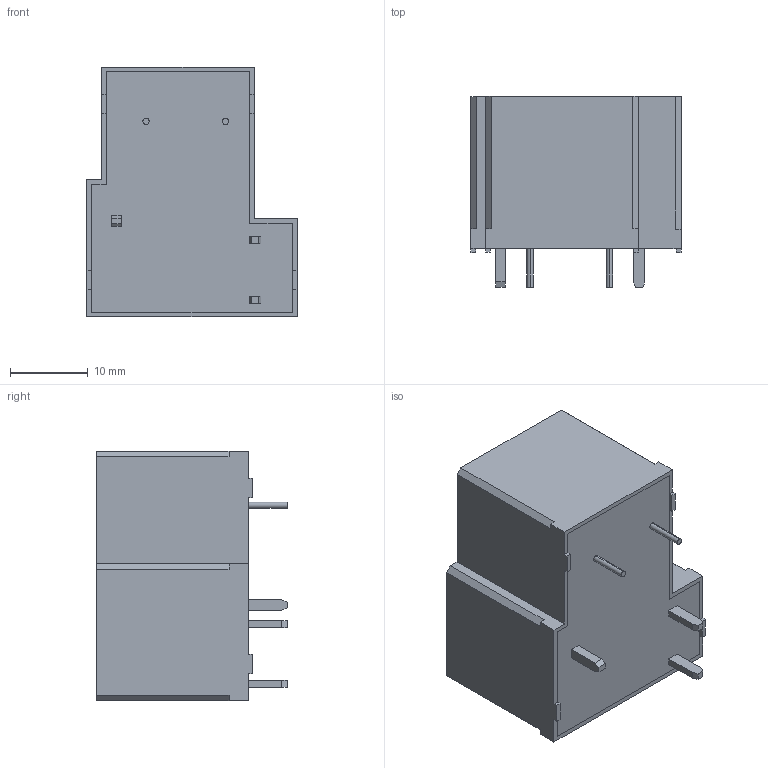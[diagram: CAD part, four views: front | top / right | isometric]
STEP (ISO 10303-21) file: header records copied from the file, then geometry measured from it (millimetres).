
FILE_DESCRIPTION (( 'STEP AP214' ), '1' );
FILE_NAME ('J115F11C12VDCSH.9.STEP', '2023-04-03T19:06:20', ( '' ), ( '' ), 'SwSTEP 2.0', 'SolidWorks 2021', '' );
FILE_SCHEMA (( 'AUTOMOTIVE_DESIGN' ));
Length unit declared in the file: millimetre
Products named in the file (1): J115F11C12VDCSH.9
Bounding box: 27 x 24.5 x 32.05 mm (x, y, z)
Volume: 14250 mm3; surface area: 5281.8 mm2
Topology: 8 solids, 8 shells, 97 faces, 240 edges, 160 vertices
Faces by surface type: plane 89, cylinder 8
Entity records: 2927 total; most frequent: CARTESIAN_POINT 498, ORIENTED_EDGE 480, DIRECTION 452, EDGE_CURVE 240, LINE 224, VECTOR 224, VERTEX_POINT 160, AXIS2_PLACEMENT_3D 114
